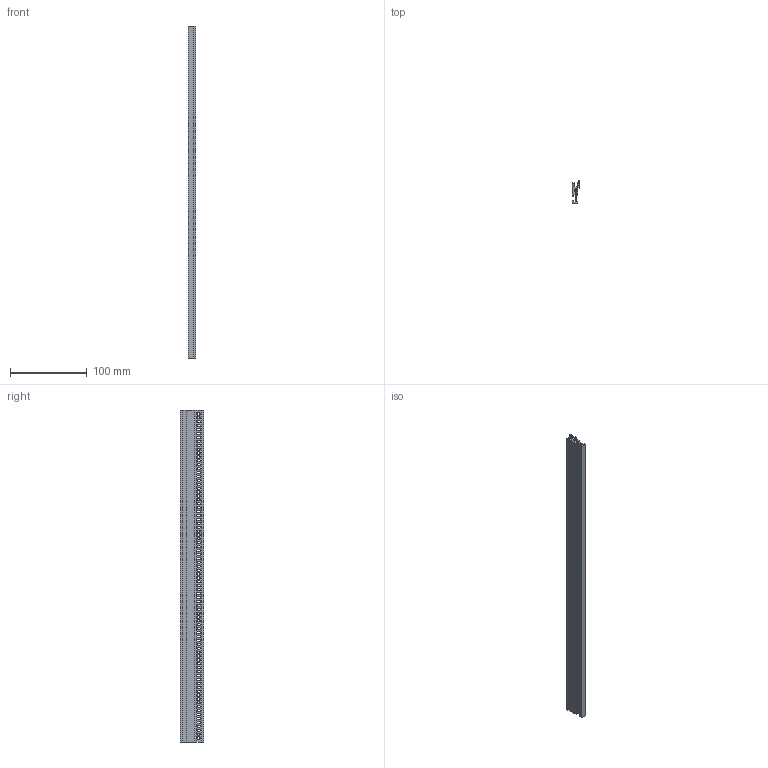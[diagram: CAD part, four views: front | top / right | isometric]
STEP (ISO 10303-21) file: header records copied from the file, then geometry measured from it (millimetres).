
FILE_DESCRIPTION(/* description */ (''),/* implementation_level */ '2;1');
FILE_NAME(/* name */ 'rail.stp',/* time_stamp */ '2017-12-04T12:48:28+01:00',/* author */ ('suku'),/* organization */ (''),/* preprocessor_version */ 'ST-DEVELOPER v16.1',/* originating_system */ 'Autodesk Inventor 2016',/* authorisation */ '');
FILE_SCHEMA (('AUTOMOTIVE_DESIGN { 1 0 10303 214 3 1 1 }'));
Length unit declared in the file: millimetre
Products named in the file (1): rail_mount
Bounding box: 10 x 30.1 x 432 mm (x, y, z)
Volume: 53227 mm3; surface area: 58573.6 mm2
Topology: 1 solids, 1 shells, 392 faces, 1170 edges, 780 vertices
Faces by surface type: plane 224, cylinder 168
Entity records: 13590 total; most frequent: CARTESIAN_POINT 2343, ORIENTED_EDGE 2340, DIRECTION 2292, EDGE_CURVE 1170, LINE 834, VECTOR 834, VERTEX_POINT 780, AXIS2_PLACEMENT_3D 729
